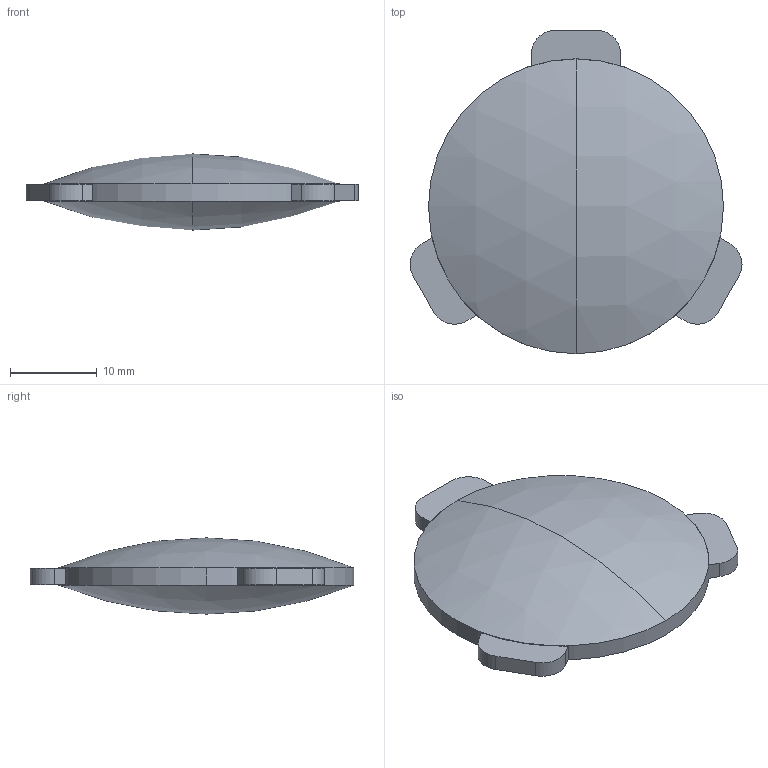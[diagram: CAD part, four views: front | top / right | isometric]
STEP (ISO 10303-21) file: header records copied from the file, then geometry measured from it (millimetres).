
FILE_DESCRIPTION (( 'STEP AP214' ), '1' );
FILE_NAME ('Bi-Convex Lens, 34mm Dia x 45mm Focal.STEP', '2023-01-27T04:45:16', ( '' ), ( '' ), 'SwSTEP 2.0', 'SolidWorks 2020', '' );
FILE_SCHEMA (( 'AUTOMOTIVE_DESIGN' ));
Length unit declared in the file: inch
Products named in the file (1): Bi-Convex Lens, 34mm Dia x 45mm Focal
Bounding box: 38.28 x 37.3 x 8.79 mm (x, y, z)
Volume: 5127.6 mm3; surface area: 2334.1 mm2
Topology: 1 solids, 1 shells, 27 faces, 68 edges, 46 vertices
Faces by surface type: plane 15, cylinder 8, sphere 4
Entity records: 868 total; most frequent: DIRECTION 154, CARTESIAN_POINT 142, ORIENTED_EDGE 136, EDGE_CURVE 68, AXIS2_PLACEMENT_3D 58, VERTEX_POINT 46, LINE 38, VECTOR 38
